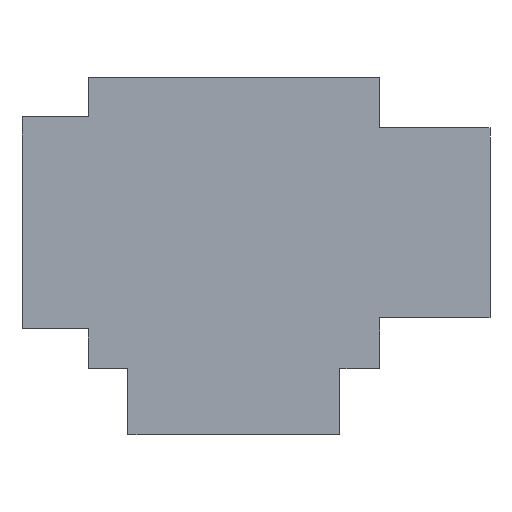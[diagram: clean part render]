
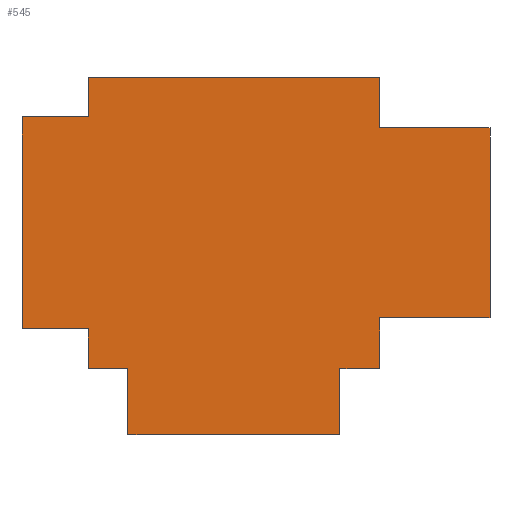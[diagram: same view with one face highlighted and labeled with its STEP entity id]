
A CAD part, front view. The second image highlights one B-rep face of the part: STEP entity #545.
In plain terms, the highlighted planar face has unit normal (0, -1, 0).
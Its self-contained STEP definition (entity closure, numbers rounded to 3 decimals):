
#35=FACE_OUTER_BOUND('',#64,.T.);
#64=EDGE_LOOP('',(#434,#435,#436,#437,#438,#439,#440,#441,#442,#443,#444,
#445,#446,#447,#448,#449));
#83=LINE('',#755,#158);
#87=LINE('',#762,#162);
#88=LINE('',#764,#163);
#89=LINE('',#767,#164);
#93=LINE('',#774,#168);
#97=LINE('',#783,#172);
#99=LINE('',#789,#174);
#102=LINE('',#794,#177);
#104=LINE('',#798,#179);
#109=LINE('',#807,#184);
#113=LINE('',#816,#188);
#115=LINE('',#822,#190);
#119=LINE('',#828,#194);
#120=LINE('',#830,#195);
#123=LINE('',#834,#198);
#124=LINE('',#836,#199);
#158=VECTOR('',#616,10.);
#162=VECTOR('',#622,10.);
#163=VECTOR('',#625,10.);
#164=VECTOR('',#628,10.);
#168=VECTOR('',#632,10.);
#172=VECTOR('',#638,10.);
#174=VECTOR('',#642,10.);
#177=VECTOR('',#647,10.);
#179=VECTOR('',#651,10.);
#184=VECTOR('',#658,10.);
#188=VECTOR('',#664,10.);
#190=VECTOR('',#668,10.);
#194=VECTOR('',#674,10.);
#195=VECTOR('',#677,10.);
#198=VECTOR('',#682,10.);
#199=VECTOR('',#685,10.);
#231=VERTEX_POINT('',#752);
#232=VERTEX_POINT('',#754);
#233=VERTEX_POINT('',#758);
#234=VERTEX_POINT('',#760);
#235=VERTEX_POINT('',#766);
#238=VERTEX_POINT('',#772);
#240=VERTEX_POINT('',#777);
#242=VERTEX_POINT('',#781);
#243=VERTEX_POINT('',#785);
#245=VERTEX_POINT('',#788);
#247=VERTEX_POINT('',#797);
#250=VERTEX_POINT('',#805);
#252=VERTEX_POINT('',#810);
#254=VERTEX_POINT('',#814);
#255=VERTEX_POINT('',#818);
#257=VERTEX_POINT('',#821);
#281=EDGE_CURVE('',#231,#232,#83,.T.);
#285=EDGE_CURVE('',#233,#234,#87,.T.);
#286=EDGE_CURVE('',#232,#234,#88,.T.);
#287=EDGE_CURVE('',#233,#235,#89,.T.);
#291=EDGE_CURVE('',#238,#231,#93,.T.);
#295=EDGE_CURVE('',#240,#242,#97,.T.);
#297=EDGE_CURVE('',#243,#245,#99,.T.);
#300=EDGE_CURVE('',#245,#242,#102,.T.);
#302=EDGE_CURVE('',#240,#247,#104,.T.);
#307=EDGE_CURVE('',#250,#243,#109,.T.);
#311=EDGE_CURVE('',#252,#254,#113,.T.);
#313=EDGE_CURVE('',#255,#257,#115,.T.);
#317=EDGE_CURVE('',#257,#254,#119,.T.);
#318=EDGE_CURVE('',#252,#250,#120,.T.);
#321=EDGE_CURVE('',#235,#255,#123,.T.);
#322=EDGE_CURVE('',#247,#238,#124,.T.);
#434=ORIENTED_EDGE('',*,*,#291,.F.);
#435=ORIENTED_EDGE('',*,*,#322,.F.);
#436=ORIENTED_EDGE('',*,*,#302,.F.);
#437=ORIENTED_EDGE('',*,*,#295,.T.);
#438=ORIENTED_EDGE('',*,*,#300,.F.);
#439=ORIENTED_EDGE('',*,*,#297,.F.);
#440=ORIENTED_EDGE('',*,*,#307,.F.);
#441=ORIENTED_EDGE('',*,*,#318,.F.);
#442=ORIENTED_EDGE('',*,*,#311,.T.);
#443=ORIENTED_EDGE('',*,*,#317,.F.);
#444=ORIENTED_EDGE('',*,*,#313,.F.);
#445=ORIENTED_EDGE('',*,*,#321,.F.);
#446=ORIENTED_EDGE('',*,*,#287,.F.);
#447=ORIENTED_EDGE('',*,*,#285,.T.);
#448=ORIENTED_EDGE('',*,*,#286,.F.);
#449=ORIENTED_EDGE('',*,*,#281,.F.);
#516=PLANE('',#589);
#545=ADVANCED_FACE('',(#35),#516,.F.);
#589=AXIS2_PLACEMENT_3D('',#839,#689,#690);
#616=DIRECTION('',(1.,0.,0.));
#622=DIRECTION('',(1.,0.,0.));
#625=DIRECTION('',(0.,0.,-1.));
#628=DIRECTION('',(0.,0.,-1.));
#632=DIRECTION('',(0.,0.,-1.));
#638=DIRECTION('',(-1.,0.,0.));
#642=DIRECTION('',(-1.,0.,0.));
#647=DIRECTION('',(0.,0.,1.));
#651=DIRECTION('',(0.,0.,1.));
#658=DIRECTION('',(0.,0.,1.));
#664=DIRECTION('',(0.,0.,-1.));
#668=DIRECTION('',(0.,0.,-1.));
#674=DIRECTION('',(-1.,0.,0.));
#677=DIRECTION('',(-1.,0.,0.));
#682=DIRECTION('',(-1.,0.,0.));
#685=DIRECTION('',(1.,0.,0.));
#689=DIRECTION('center_axis',(0.,1.,0.));
#690=DIRECTION('ref_axis',(1.,0.,0.));
#752=CARTESIAN_POINT('',(0.,0.,10.9));
#754=CARTESIAN_POINT('',(5.,0.,10.9));
#755=CARTESIAN_POINT('',(0.,0.,10.9));
#758=CARTESIAN_POINT('',(0.,0.,2.3));
#760=CARTESIAN_POINT('',(5.,0.,2.3));
#762=CARTESIAN_POINT('',(0.,0.,2.3));
#764=CARTESIAN_POINT('',(5.,0.,2.3));
#766=CARTESIAN_POINT('',(0.,0.,0.));
#767=CARTESIAN_POINT('',(0.,0.,13.2));
#772=CARTESIAN_POINT('',(0.,0.,13.2));
#774=CARTESIAN_POINT('',(0.,0.,13.2));
#777=CARTESIAN_POINT('',(-13.2,0.,11.4));
#781=CARTESIAN_POINT('',(-16.2,0.,11.4));
#783=CARTESIAN_POINT('',(-13.2,0.,11.4));
#785=CARTESIAN_POINT('',(-13.2,0.,1.8));
#788=CARTESIAN_POINT('',(-16.2,0.,1.8));
#789=CARTESIAN_POINT('',(-13.2,0.,1.8));
#794=CARTESIAN_POINT('',(-16.2,0.,11.4));
#797=CARTESIAN_POINT('',(-13.2,0.,13.2));
#798=CARTESIAN_POINT('',(-13.2,0.,0.));
#805=CARTESIAN_POINT('',(-13.2,0.,0.));
#807=CARTESIAN_POINT('',(-13.2,0.,0.));
#810=CARTESIAN_POINT('',(-11.4,0.,0.));
#814=CARTESIAN_POINT('',(-11.4,0.,-3.));
#816=CARTESIAN_POINT('',(-11.4,0.,0.));
#818=CARTESIAN_POINT('',(-1.8,0.,0.));
#821=CARTESIAN_POINT('',(-1.8,0.,-3.));
#822=CARTESIAN_POINT('',(-1.8,0.,0.));
#828=CARTESIAN_POINT('',(-11.4,0.,-3.));
#830=CARTESIAN_POINT('',(0.,0.,0.));
#834=CARTESIAN_POINT('',(0.,0.,0.));
#836=CARTESIAN_POINT('',(-13.2,0.,13.2));
#839=CARTESIAN_POINT('Origin',(-6.6,0.,6.6));
